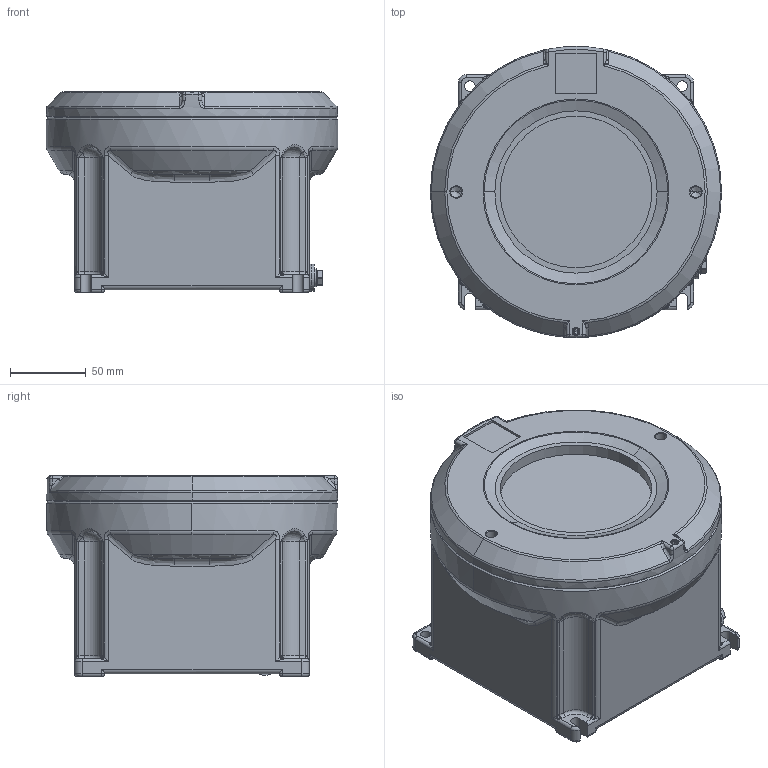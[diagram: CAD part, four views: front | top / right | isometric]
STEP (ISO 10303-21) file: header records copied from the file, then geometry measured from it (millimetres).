
FILE_DESCRIPTION (( 'STEP AP203' ), '1' );
FILE_NAME ('8265_02-__1_.STEP', '2014-02-28T10:25:04', ( 'Admin' ), ( 'R. STAHL AG' ), 'SwSTEP 2.0', 'SolidWorks 2013', '' );
FILE_SCHEMA (( 'CONFIG_CONTROL_DESIGN' ));
Length unit declared in the file: millimetre
Products named in the file (14): 509_656_0; 8265_9_004_002_6_8265_9_004_002_3; 8265_0_005_002_0_3d export 1; 503_676_0_M5 x 16; 8265_9_005_002_6_3d export 2; 501_619_0_M 6 x 12; 8265_9_058_012_0; 506_886_0; 82_459_01_98_0; 506_548_0; 82_459_01_95_0; 8265_02-__1_; 509_656_0_2_Standard M 5
Assembly tree (23 placements, depth 4):
  8265_02-__1_
    8265_9_004_002_6_8265_9_004_002_3
    8265_0_005_002_0_3d export 1
      8265_9_005_002_6_3d export 2
      8265_9_058_012_0
      82_459_01_98_0  x4
      82_459_01_95_0  x4
      509_656_0  x4
        509_656_0_2_Standard M 5
        509_656_0
    503_676_0_M5 x 16
    501_619_0_M 6 x 12
    506_886_0  x2
    506_548_0
Bounding box: 192 x 192 x 132 mm (x, y, z)
Volume: 1552266.8 mm3; surface area: 306734.7 mm2
Topology: 24 solids, 24 shells, 1113 faces, 2719 edges, 1618 vertices
Faces by surface type: plane 381, cylinder 268, bspline 186, cone 147, torus 109, sphere 22
Entity records: 32157 total; most frequent: CARTESIAN_POINT 12362, ORIENTED_EDGE 3826, DIRECTION 3758, EDGE_CURVE 1913, AXIS2_PLACEMENT_3D 1495, VERTEX_POINT 1151, EDGE_LOOP 848, ADVANCED_FACE 810
